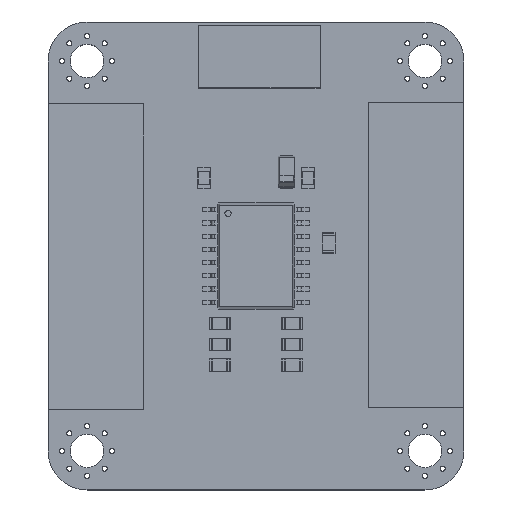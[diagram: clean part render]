
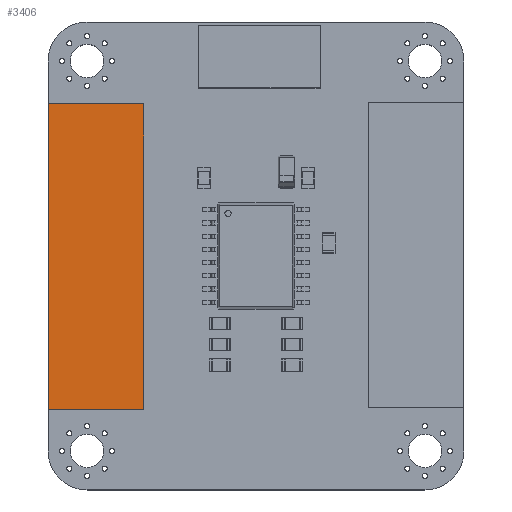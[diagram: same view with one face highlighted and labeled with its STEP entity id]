
A CAD part, top view. The second image highlights one B-rep face of the part: STEP entity #3406.
In plain terms, the highlighted face is planar.
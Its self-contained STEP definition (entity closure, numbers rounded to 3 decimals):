
#2100 = VERTEX_POINT('',#2101);
#2101 = CARTESIAN_POINT('',(-14.694,6.858,4.572));
#2109 = EDGE_CURVE('',#2110,#2100,#2112,.T.);
#2110 = VERTEX_POINT('',#2111);
#2111 = CARTESIAN_POINT('',(14.694,6.858,4.572));
#2112 = LINE('',#2113,#2114);
#2113 = CARTESIAN_POINT('',(14.694,6.858,4.572));
#2114 = VECTOR('',#2115,1.);
#2115 = DIRECTION('',(-1.,0.,0.));
#3069 = VERTEX_POINT('',#3070);
#3070 = CARTESIAN_POINT('',(-14.694,6.858,-4.572));
#3076 = EDGE_CURVE('',#2100,#3069,#3077,.T.);
#3077 = LINE('',#3078,#3079);
#3078 = CARTESIAN_POINT('',(-14.694,6.858,4.572));
#3079 = VECTOR('',#3080,1.);
#3080 = DIRECTION('',(0.,0.,-1.));
#3387 = EDGE_CURVE('',#2110,#3388,#3390,.T.);
#3388 = VERTEX_POINT('',#3389);
#3389 = CARTESIAN_POINT('',(14.694,6.858,-4.572));
#3390 = LINE('',#3391,#3392);
#3391 = CARTESIAN_POINT('',(14.694,6.858,4.572));
#3392 = VECTOR('',#3393,1.);
#3393 = DIRECTION('',(0.,0.,-1.));
#3406 = ADVANCED_FACE('',(#3407),#3418,.T.);
#3407 = FACE_BOUND('',#3408,.F.);
#3408 = EDGE_LOOP('',(#3409,#3410,#3411,#3417));
#3409 = ORIENTED_EDGE('',*,*,#2109,.T.);
#3410 = ORIENTED_EDGE('',*,*,#3076,.T.);
#3411 = ORIENTED_EDGE('',*,*,#3412,.F.);
#3412 = EDGE_CURVE('',#3388,#3069,#3413,.T.);
#3413 = LINE('',#3414,#3415);
#3414 = CARTESIAN_POINT('',(14.694,6.858,-4.572));
#3415 = VECTOR('',#3416,1.);
#3416 = DIRECTION('',(-1.,0.,0.));
#3417 = ORIENTED_EDGE('',*,*,#3387,.F.);
#3418 = PLANE('',#3419);
#3419 = AXIS2_PLACEMENT_3D('',#3420,#3421,#3422);
#3420 = CARTESIAN_POINT('',(14.694,6.858,4.572));
#3421 = DIRECTION('',(0.,1.,0.));
#3422 = DIRECTION('',(-1.,0.,0.));
